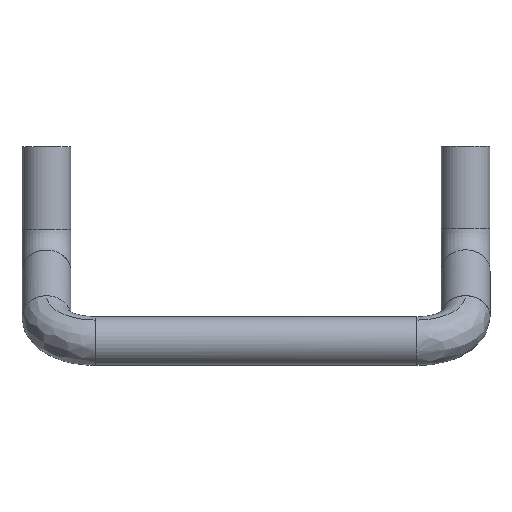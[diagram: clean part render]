
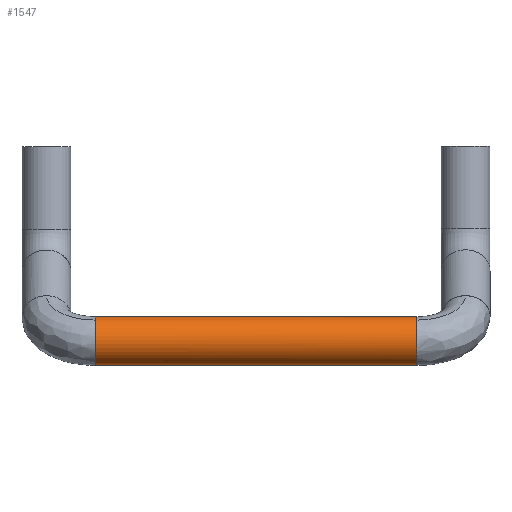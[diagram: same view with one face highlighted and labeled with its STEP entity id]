
A CAD part, top view. The second image highlights one B-rep face of the part: STEP entity #1547.
In plain terms, the highlighted cylindrical face has radius 5 mm (diameter 10 mm), a partial arc.
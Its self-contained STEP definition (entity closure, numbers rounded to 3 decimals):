
#303=LINE('',#3239,#1820);
#304=LINE('',#3242,#1821);
#340=CYLINDRICAL_SURFACE('',#1714,5.);
#428=VERTEX_POINT('',#3220);
#431=VERTEX_POINT('',#3233);
#432=VERTEX_POINT('',#3237);
#433=VERTEX_POINT('',#3238);
#434=VERTEX_POINT('',#3240);
#435=VERTEX_POINT('',#3243);
#558=CIRCLE('',#1713,5.);
#559=CIRCLE('',#1715,5.);
#560=CIRCLE('',#1716,5.);
#561=CIRCLE('',#1717,5.);
#740=EDGE_CURVE('',#428,#431,#558,.T.);
#741=EDGE_CURVE('',#432,#433,#559,.T.);
#742=EDGE_CURVE('',#434,#432,#303,.T.);
#743=EDGE_CURVE('',#434,#428,#560,.F.);
#744=EDGE_CURVE('',#431,#435,#304,.T.);
#745=EDGE_CURVE('',#433,#435,#561,.T.);
#1076=ORIENTED_EDGE('',*,*,#741,.F.);
#1077=ORIENTED_EDGE('',*,*,#742,.F.);
#1078=ORIENTED_EDGE('',*,*,#743,.T.);
#1079=ORIENTED_EDGE('',*,*,#740,.T.);
#1080=ORIENTED_EDGE('',*,*,#744,.T.);
#1081=ORIENTED_EDGE('',*,*,#745,.F.);
#1325=EDGE_LOOP('',(#1076,#1077,#1078,#1079,#1080,#1081));
#1441=FACE_BOUND('',#1325,.T.);
#1547=ADVANCED_FACE('',(#1441),#340,.T.);
#1713=AXIS2_PLACEMENT_3D('',#3234,#2169,#2170);
#1714=AXIS2_PLACEMENT_3D('',#3235,#2171,#2172);
#1715=AXIS2_PLACEMENT_3D('',#3236,#2173,#2174);
#1716=AXIS2_PLACEMENT_3D('',#3241,#2176,#2177);
#1717=AXIS2_PLACEMENT_3D('',#3244,#2179,#2180);
#1820=VECTOR('',#2175,1.);
#1821=VECTOR('',#2178,1.);
#2169=DIRECTION('',(-1.,0.,0.));
#2170=DIRECTION('',(0.,0.,5.));
#2171=DIRECTION('',(-1.,0.,0.));
#2172=DIRECTION('',(0.,0.,5.));
#2173=DIRECTION('',(-1.,0.,0.));
#2174=DIRECTION('',(0.,0.,5.));
#2175=DIRECTION('',(-1.,0.,0.));
#2176=DIRECTION('',(1.,0.,0.));
#2177=DIRECTION('',(0.,0.,5.));
#2178=DIRECTION('',(-1.,0.,0.));
#2179=DIRECTION('',(-1.,0.,0.));
#2180=DIRECTION('',(0.,0.,5.));
#3220=CARTESIAN_POINT('',(76.,-44.028,32.951));
#3233=CARTESIAN_POINT('',(76.,-34.99,30.003));
#3234=CARTESIAN_POINT('',(76.,-39.99,30.003));
#3235=CARTESIAN_POINT('',(62.8,-39.99,30.003));
#3236=CARTESIAN_POINT('',(10.,-39.99,30.003));
#3237=CARTESIAN_POINT('',(10.,-44.99,30.003));
#3238=CARTESIAN_POINT('',(10.,-41.432,34.791));
#3239=CARTESIAN_POINT('',(76.,-44.99,30.003));
#3240=CARTESIAN_POINT('',(76.,-44.99,30.003));
#3241=CARTESIAN_POINT('',(76.,-39.99,30.003));
#3242=CARTESIAN_POINT('',(76.,-34.99,30.003));
#3243=CARTESIAN_POINT('',(10.,-34.99,30.003));
#3244=CARTESIAN_POINT('',(10.,-39.99,30.003));
